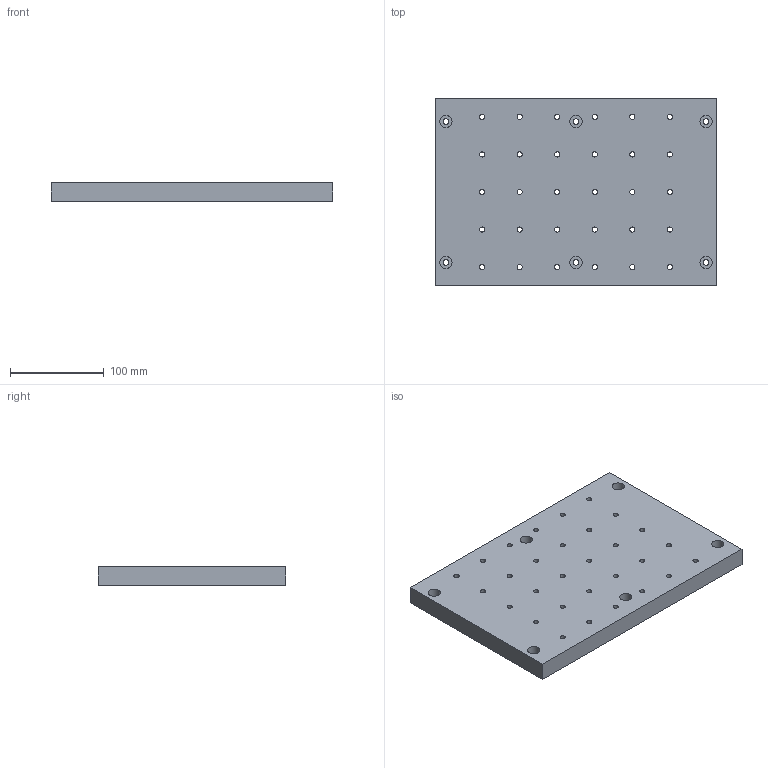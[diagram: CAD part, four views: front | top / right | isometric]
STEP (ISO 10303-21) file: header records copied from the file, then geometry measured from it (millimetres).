
FILE_DESCRIPTION(('FreeCAD Model'),'2;1');
FILE_NAME('Open CASCADE Shape Model','2023-07-06T14:46:58',(''),(''), 'Open CASCADE STEP processor 7.6','FreeCAD','Unknown');
FILE_SCHEMA(('AUTOMOTIVE_DESIGN { 1 0 10303 214 1 1 1 1 }'));
Length unit declared in the file: millimetre
Products named in the file (1): difference
Bounding box: 300 x 200 x 20 mm (x, y, z)
Volume: 1169615.7 mm3; surface area: 153475.1 mm2
Topology: 1 solids, 1 shells, 114 faces, 228 edges, 152 vertices
Faces by surface type: cylinder 72, plane 42
Full cylindrical faces by diameter (mm): 5.5 x30, 6 x6, 13 x6, 15 x30
Entity records: 6166 total; most frequent: DIRECTION 1058, CARTESIAN_POINT 951, ORIENTED_EDGE 456, PCURVE 456, DEFINITIONAL_REPRESENTATION 456, LINE 396, VECTOR 396, CIRCLE 288
